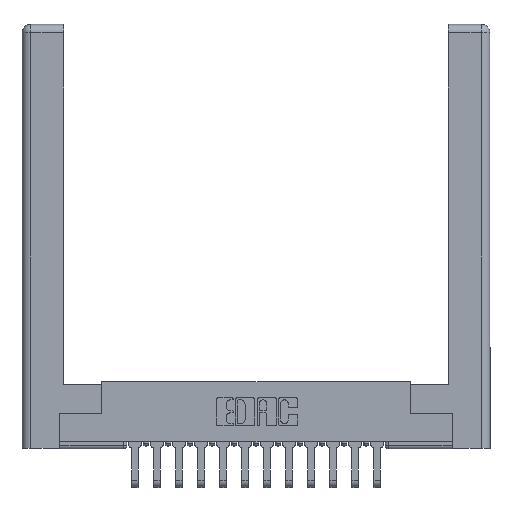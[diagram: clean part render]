
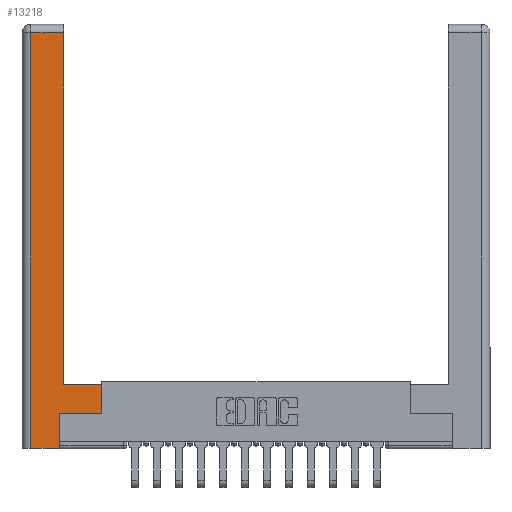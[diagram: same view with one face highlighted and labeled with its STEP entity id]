
A CAD part, top view. The second image highlights one B-rep face of the part: STEP entity #13218.
In plain terms, the highlighted planar face has unit normal (0, 0, 1).
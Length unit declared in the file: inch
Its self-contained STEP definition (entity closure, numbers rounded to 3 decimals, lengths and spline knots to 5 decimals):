
#44 = EDGE_CURVE ( 'NONE', #11149, #8529, #2867, .T. ) ;
#54 = VECTOR ( 'NONE', #14116, 39.37008 ) ;
#160 = DIRECTION ( 'NONE',  ( -1., 0., 0. ) ) ;
#630 = ORIENTED_EDGE ( 'NONE', *, *, #15779, .T. ) ;
#966 = VERTEX_POINT ( 'NONE', #16267 ) ;
#1305 = CARTESIAN_POINT ( 'NONE',  ( 0.265, 0., 0. ) ) ;
#1317 = CARTESIAN_POINT ( 'NONE',  ( 0.265, 0.245, 0. ) ) ;
#1663 = CARTESIAN_POINT ( 'NONE',  ( 0.0615, 2.94, 0. ) ) ;
#1726 = VERTEX_POINT ( 'NONE', #11209 ) ;
#2449 = VERTEX_POINT ( 'NONE', #15551 ) ;
#2772 = DIRECTION ( 'NONE',  ( 1., 0., 0. ) ) ;
#2867 = LINE ( 'NONE', #8060, #12338 ) ;
#3056 = DIRECTION ( 'NONE',  ( -1., 0., 0. ) ) ;
#4908 = ORIENTED_EDGE ( 'NONE', *, *, #44, .T. ) ;
#4956 = CARTESIAN_POINT ( 'NONE',  ( 0.565, 0.45, 0. ) ) ;
#5318 = LINE ( 'NONE', #8812, #54 ) ;
#5354 = VECTOR ( 'NONE', #2772, 39.37008 ) ;
#6101 = EDGE_CURVE ( 'NONE', #7268, #2449, #13220, .T. ) ;
#6102 = CARTESIAN_POINT ( 'NONE',  ( 0.295, 3., 0. ) ) ;
#6143 = LINE ( 'NONE', #6204, #6518 ) ;
#6204 = CARTESIAN_POINT ( 'NONE',  ( 0.0615, 2.94, 0. ) ) ;
#6499 = CARTESIAN_POINT ( 'NONE',  ( 0.265, 0.245, 0. ) ) ;
#6518 = VECTOR ( 'NONE', #15239, 39.37008 ) ;
#6704 = CARTESIAN_POINT ( 'NONE',  ( 0.565, 0.45, 0. ) ) ;
#7268 = VERTEX_POINT ( 'NONE', #8470 ) ;
#7287 = DIRECTION ( 'NONE',  ( 0., 1., 0. ) ) ;
#7852 = VERTEX_POINT ( 'NONE', #1663 ) ;
#7881 = CARTESIAN_POINT ( 'NONE',  ( 0.295, 0.45, 0. ) ) ;
#7899 = LINE ( 'NONE', #10824, #14360 ) ;
#8052 = DIRECTION ( 'NONE',  ( 0., 0., -1. ) ) ;
#8060 = CARTESIAN_POINT ( 'NONE',  ( 0.295, 0.45, 0. ) ) ;
#8169 = DIRECTION ( 'NONE',  ( 0., 1., 0. ) ) ;
#8338 = DIRECTION ( 'NONE',  ( 0., -1., 0. ) ) ;
#8470 = CARTESIAN_POINT ( 'NONE',  ( 0.0615, 0., 0. ) ) ;
#8529 = VERTEX_POINT ( 'NONE', #7881 ) ;
#8553 = EDGE_CURVE ( 'NONE', #7852, #7268, #7899, .T. ) ;
#8812 = CARTESIAN_POINT ( 'NONE',  ( 0.565, 0.245, 0. ) ) ;
#8813 = ORIENTED_EDGE ( 'NONE', *, *, #6101, .T. ) ;
#8816 = FACE_OUTER_BOUND ( 'NONE', #16299, .T. ) ;
#10654 = PLANE ( 'NONE',  #16646 ) ;
#10661 = VERTEX_POINT ( 'NONE', #1317 ) ;
#10758 = EDGE_CURVE ( 'NONE', #1726, #11149, #15771, .T. ) ;
#10824 = CARTESIAN_POINT ( 'NONE',  ( 0.0615, 0., 0. ) ) ;
#11149 = VERTEX_POINT ( 'NONE', #4956 ) ;
#11209 = CARTESIAN_POINT ( 'NONE',  ( 0.565, 0.245, 0. ) ) ;
#11429 = LINE ( 'NONE', #6499, #14247 ) ;
#11653 = DIRECTION ( 'NONE',  ( 0., 1., 0. ) ) ;
#11852 = ORIENTED_EDGE ( 'NONE', *, *, #8553, .T. ) ;
#11989 = CARTESIAN_POINT ( 'NONE',  ( 0., 0., 0. ) ) ;
#12336 = VECTOR ( 'NONE', #8169, 39.37008 ) ;
#12338 = VECTOR ( 'NONE', #160, 39.37008 ) ;
#13026 = ORIENTED_EDGE ( 'NONE', *, *, #13407, .T. ) ;
#13218 = ADVANCED_FACE ( 'NONE', ( #8816 ), #10654, .F. ) ;
#13220 = LINE ( 'NONE', #1305, #5354 ) ;
#13407 = EDGE_CURVE ( 'NONE', #2449, #10661, #11429, .T. ) ;
#13443 = LINE ( 'NONE', #6102, #14640 ) ;
#13872 = EDGE_CURVE ( 'NONE', #8529, #966, #13443, .T. ) ;
#14116 = DIRECTION ( 'NONE',  ( 1., 0., 0. ) ) ;
#14231 = ORIENTED_EDGE ( 'NONE', *, *, #16619, .T. ) ;
#14247 = VECTOR ( 'NONE', #11653, 39.37008 ) ;
#14360 = VECTOR ( 'NONE', #8338, 39.37008 ) ;
#14640 = VECTOR ( 'NONE', #7287, 39.37008 ) ;
#14917 = ORIENTED_EDGE ( 'NONE', *, *, #10758, .T. ) ;
#15083 = ORIENTED_EDGE ( 'NONE', *, *, #13872, .T. ) ;
#15239 = DIRECTION ( 'NONE',  ( -1., 0., 0. ) ) ;
#15551 = CARTESIAN_POINT ( 'NONE',  ( 0.265, 0., 0. ) ) ;
#15771 = LINE ( 'NONE', #6704, #12336 ) ;
#15779 = EDGE_CURVE ( 'NONE', #10661, #1726, #5318, .T. ) ;
#16267 = CARTESIAN_POINT ( 'NONE',  ( 0.295, 2.94, 0. ) ) ;
#16299 = EDGE_LOOP ( 'NONE', ( #15083, #14231, #11852, #8813, #13026, #630, #14917, #4908 ) ) ;
#16619 = EDGE_CURVE ( 'NONE', #966, #7852, #6143, .T. ) ;
#16646 = AXIS2_PLACEMENT_3D ( 'NONE', #11989, #8052, #3056 ) ;
